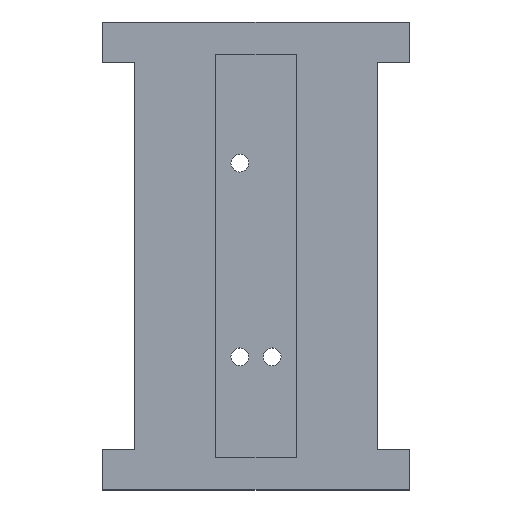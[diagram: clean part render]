
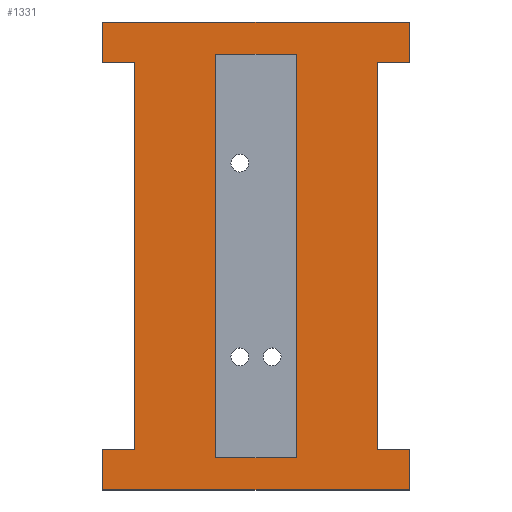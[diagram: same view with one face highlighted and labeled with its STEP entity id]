
A CAD part, top view. The second image highlights one B-rep face of the part: STEP entity #1331.
In plain terms, the highlighted planar face has unit normal (0, 0, 1).
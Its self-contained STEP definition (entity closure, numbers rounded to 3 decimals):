
#20 = VERTEX_POINT ( 'NONE', #742 ) ;
#54 = VERTEX_POINT ( 'NONE', #545 ) ;
#59 = FACE_BOUND ( 'NONE', #1128, .T. ) ;
#60 = AXIS2_PLACEMENT_3D ( 'NONE', #1096, #649, #1220 ) ;
#64 = DIRECTION ( 'NONE',  ( 1., 0., 0. ) ) ;
#66 = VERTEX_POINT ( 'NONE', #173 ) ;
#71 = CARTESIAN_POINT ( 'NONE',  ( 19., 5., 5. ) ) ;
#81 = EDGE_CURVE ( 'NONE', #1246, #66, #456, .T. ) ;
#87 = CARTESIAN_POINT ( 'NONE',  ( -15., 5., 5. ) ) ;
#114 = CARTESIAN_POINT ( 'NONE',  ( -19., 58., 5. ) ) ;
#127 = VERTEX_POINT ( 'NONE', #1002 ) ;
#172 = VECTOR ( 'NONE', #64, 1000. ) ;
#173 = CARTESIAN_POINT ( 'NONE',  ( -19., 53., 5. ) ) ;
#175 = EDGE_CURVE ( 'NONE', #418, #54, #1191, .T. ) ;
#192 = VERTEX_POINT ( 'NONE', #916 ) ;
#204 = VERTEX_POINT ( 'NONE', #792 ) ;
#207 = CARTESIAN_POINT ( 'NONE',  ( -19., 53., 5. ) ) ;
#216 = LINE ( 'NONE', #1076, #1123 ) ;
#237 = LINE ( 'NONE', #71, #557 ) ;
#256 = EDGE_CURVE ( 'NONE', #1029, #54, #1530, .T. ) ;
#268 = ORIENTED_EDGE ( 'NONE', *, *, #520, .F. ) ;
#276 = EDGE_CURVE ( 'NONE', #204, #418, #542, .T. ) ;
#290 = CARTESIAN_POINT ( 'NONE',  ( -19., 58., 5. ) ) ;
#308 = ORIENTED_EDGE ( 'NONE', *, *, #1108, .F. ) ;
#312 = ORIENTED_EDGE ( 'NONE', *, *, #1403, .T. ) ;
#317 = LINE ( 'NONE', #1490, #1064 ) ;
#324 = VECTOR ( 'NONE', #1368, 1000. ) ;
#328 = DIRECTION ( 'NONE',  ( 1., 0., 0. ) ) ;
#333 = CARTESIAN_POINT ( 'NONE',  ( 15., 5., 5. ) ) ;
#361 = LINE ( 'NONE', #747, #1202 ) ;
#368 = VERTEX_POINT ( 'NONE', #87 ) ;
#385 = CARTESIAN_POINT ( 'NONE',  ( 15., 53., 5. ) ) ;
#409 = VERTEX_POINT ( 'NONE', #385 ) ;
#418 = VERTEX_POINT ( 'NONE', #1307 ) ;
#440 = ORIENTED_EDGE ( 'NONE', *, *, #175, .T. ) ;
#441 = ORIENTED_EDGE ( 'NONE', *, *, #276, .T. ) ;
#453 = VERTEX_POINT ( 'NONE', #1195 ) ;
#456 = LINE ( 'NONE', #787, #324 ) ;
#520 = EDGE_CURVE ( 'NONE', #127, #453, #361, .T. ) ;
#530 = DIRECTION ( 'NONE',  ( 1., 0., 0. ) ) ;
#531 = VECTOR ( 'NONE', #1274, 1000. ) ;
#534 = VERTEX_POINT ( 'NONE', #721 ) ;
#542 = LINE ( 'NONE', #1173, #1450 ) ;
#545 = CARTESIAN_POINT ( 'NONE',  ( 19., 0., 5. ) ) ;
#549 = ORIENTED_EDGE ( 'NONE', *, *, #814, .F. ) ;
#557 = VECTOR ( 'NONE', #822, 1000. ) ;
#561 = CARTESIAN_POINT ( 'NONE',  ( 19., 58., 5. ) ) ;
#562 = VECTOR ( 'NONE', #1037, 1000. ) ;
#575 = DIRECTION ( 'NONE',  ( 0., -1., 0. ) ) ;
#584 = VERTEX_POINT ( 'NONE', #1091 ) ;
#626 = VECTOR ( 'NONE', #813, 1000. ) ;
#631 = CARTESIAN_POINT ( 'NONE',  ( 19., 53., 5. ) ) ;
#638 = EDGE_LOOP ( 'NONE', ( #1134, #1495, #1334, #1321, #728, #988, #1184, #1441, #909, #549, #441, #440 ) ) ;
#649 = DIRECTION ( 'NONE',  ( 0., 0., -1. ) ) ;
#674 = CARTESIAN_POINT ( 'NONE',  ( -19., 5., 5. ) ) ;
#678 = DIRECTION ( 'NONE',  ( -1., 0., 0. ) ) ;
#682 = CARTESIAN_POINT ( 'NONE',  ( -5., 58., 5. ) ) ;
#721 = CARTESIAN_POINT ( 'NONE',  ( -15., 53., 5. ) ) ;
#725 = CARTESIAN_POINT ( 'NONE',  ( 19., 5., 5. ) ) ;
#728 = ORIENTED_EDGE ( 'NONE', *, *, #826, .F. ) ;
#737 = ORIENTED_EDGE ( 'NONE', *, *, #800, .F. ) ;
#742 = CARTESIAN_POINT ( 'NONE',  ( 5., 54., 5. ) ) ;
#747 = CARTESIAN_POINT ( 'NONE',  ( 0., 4., 5. ) ) ;
#760 = EDGE_CURVE ( 'NONE', #835, #1029, #237, .T. ) ;
#786 = VECTOR ( 'NONE', #575, 1000. ) ;
#787 = CARTESIAN_POINT ( 'NONE',  ( -19., 58., 5. ) ) ;
#792 = CARTESIAN_POINT ( 'NONE',  ( -19., 5., 5. ) ) ;
#800 = EDGE_CURVE ( 'NONE', #584, #127, #878, .T. ) ;
#803 = EDGE_CURVE ( 'NONE', #534, #66, #1270, .T. ) ;
#806 = VECTOR ( 'NONE', #678, 1000. ) ;
#813 = DIRECTION ( 'NONE',  ( 0., -1., 0. ) ) ;
#814 = EDGE_CURVE ( 'NONE', #204, #368, #1143, .T. ) ;
#822 = DIRECTION ( 'NONE',  ( 1., 0., 0. ) ) ;
#826 = EDGE_CURVE ( 'NONE', #192, #1232, #915, .T. ) ;
#833 = DIRECTION ( 'NONE',  ( 0., 1., 0. ) ) ;
#835 = VERTEX_POINT ( 'NONE', #333 ) ;
#878 = LINE ( 'NONE', #682, #1253 ) ;
#909 = ORIENTED_EDGE ( 'NONE', *, *, #1261, .F. ) ;
#915 = LINE ( 'NONE', #1162, #786 ) ;
#916 = CARTESIAN_POINT ( 'NONE',  ( 19., 58., 5. ) ) ;
#934 = DIRECTION ( 'NONE',  ( -1., 0., 0. ) ) ;
#947 = LINE ( 'NONE', #1040, #626 ) ;
#962 = VECTOR ( 'NONE', #1101, 1000. ) ;
#964 = CARTESIAN_POINT ( 'NONE',  ( 19., 53., 5. ) ) ;
#978 = FACE_OUTER_BOUND ( 'NONE', #638, .T. ) ;
#988 = ORIENTED_EDGE ( 'NONE', *, *, #1423, .F. ) ;
#994 = LINE ( 'NONE', #290, #172 ) ;
#996 = VECTOR ( 'NONE', #328, 1000. ) ;
#998 = DIRECTION ( 'NONE',  ( 0., -1., 0. ) ) ;
#1002 = CARTESIAN_POINT ( 'NONE',  ( -5., 4., 5. ) ) ;
#1027 = DIRECTION ( 'NONE',  ( 0., -1., 0. ) ) ;
#1029 = VERTEX_POINT ( 'NONE', #725 ) ;
#1037 = DIRECTION ( 'NONE',  ( 0., -1., 0. ) ) ;
#1040 = CARTESIAN_POINT ( 'NONE',  ( 15., 53., 5. ) ) ;
#1064 = VECTOR ( 'NONE', #998, 1000. ) ;
#1076 = CARTESIAN_POINT ( 'NONE',  ( -15., 53., 5. ) ) ;
#1079 = PLANE ( 'NONE',  #60 ) ;
#1091 = CARTESIAN_POINT ( 'NONE',  ( -5., 54., 5. ) ) ;
#1094 = EDGE_CURVE ( 'NONE', #409, #835, #947, .T. ) ;
#1096 = CARTESIAN_POINT ( 'NONE',  ( 5., 58., 5. ) ) ;
#1101 = DIRECTION ( 'NONE',  ( -1., 0., 0. ) ) ;
#1105 = LINE ( 'NONE', #1266, #806 ) ;
#1108 = EDGE_CURVE ( 'NONE', #20, #584, #1105, .T. ) ;
#1123 = VECTOR ( 'NONE', #833, 1000. ) ;
#1128 = EDGE_LOOP ( 'NONE', ( #308, #312, #268, #737 ) ) ;
#1134 = ORIENTED_EDGE ( 'NONE', *, *, #256, .F. ) ;
#1143 = LINE ( 'NONE', #674, #996 ) ;
#1162 = CARTESIAN_POINT ( 'NONE',  ( 19., 58., 5. ) ) ;
#1173 = CARTESIAN_POINT ( 'NONE',  ( -19., 58., 5. ) ) ;
#1184 = ORIENTED_EDGE ( 'NONE', *, *, #81, .T. ) ;
#1191 = LINE ( 'NONE', #1399, #531 ) ;
#1195 = CARTESIAN_POINT ( 'NONE',  ( 5., 4., 5. ) ) ;
#1202 = VECTOR ( 'NONE', #530, 1000. ) ;
#1220 = DIRECTION ( 'NONE',  ( -1., 0., 0. ) ) ;
#1232 = VERTEX_POINT ( 'NONE', #964 ) ;
#1246 = VERTEX_POINT ( 'NONE', #114 ) ;
#1253 = VECTOR ( 'NONE', #1027, 1000. ) ;
#1261 = EDGE_CURVE ( 'NONE', #368, #534, #216, .T. ) ;
#1266 = CARTESIAN_POINT ( 'NONE',  ( 0., 54., 5. ) ) ;
#1270 = LINE ( 'NONE', #207, #1311 ) ;
#1274 = DIRECTION ( 'NONE',  ( 1., 0., 0. ) ) ;
#1307 = CARTESIAN_POINT ( 'NONE',  ( -19., 0., 5. ) ) ;
#1311 = VECTOR ( 'NONE', #934, 1000. ) ;
#1321 = ORIENTED_EDGE ( 'NONE', *, *, #1452, .F. ) ;
#1331 = ADVANCED_FACE ( 'NONE', ( #59, #978 ), #1079, .F. ) ;
#1334 = ORIENTED_EDGE ( 'NONE', *, *, #1094, .F. ) ;
#1346 = LINE ( 'NONE', #631, #962 ) ;
#1368 = DIRECTION ( 'NONE',  ( 0., -1., 0. ) ) ;
#1399 = CARTESIAN_POINT ( 'NONE',  ( 5., 0., 5. ) ) ;
#1403 = EDGE_CURVE ( 'NONE', #20, #453, #317, .T. ) ;
#1411 = DIRECTION ( 'NONE',  ( 0., -1., 0. ) ) ;
#1423 = EDGE_CURVE ( 'NONE', #1246, #192, #994, .T. ) ;
#1441 = ORIENTED_EDGE ( 'NONE', *, *, #803, .F. ) ;
#1450 = VECTOR ( 'NONE', #1411, 1000. ) ;
#1452 = EDGE_CURVE ( 'NONE', #1232, #409, #1346, .T. ) ;
#1490 = CARTESIAN_POINT ( 'NONE',  ( 5., 58., 5. ) ) ;
#1495 = ORIENTED_EDGE ( 'NONE', *, *, #760, .F. ) ;
#1530 = LINE ( 'NONE', #561, #562 ) ;
